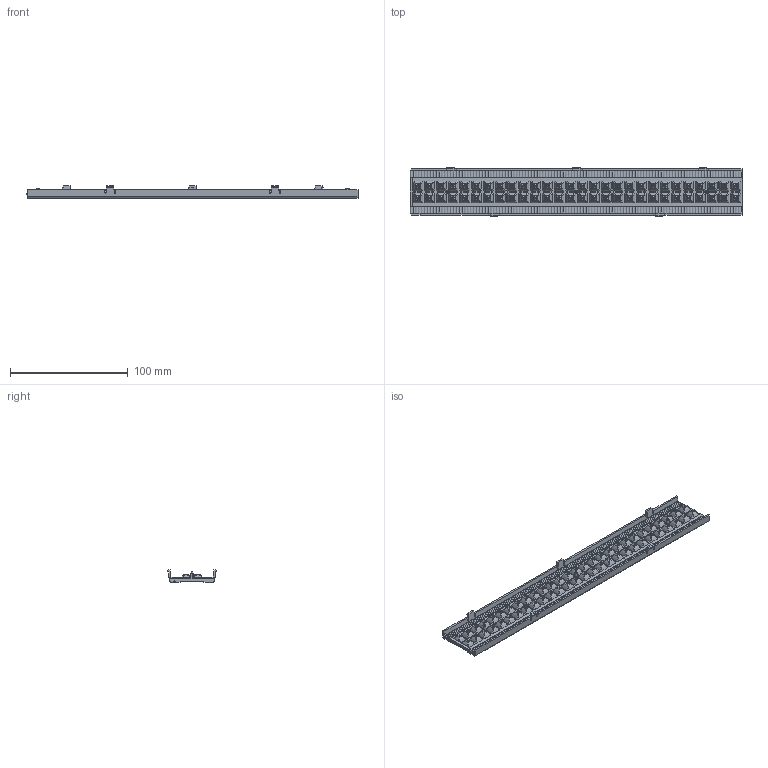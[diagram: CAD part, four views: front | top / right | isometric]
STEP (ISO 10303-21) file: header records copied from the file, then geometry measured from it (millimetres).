
FILE_DESCRIPTION((''),'2;1');
FILE_NAME('SN56XX-L280A30-3D','2021-07-27T',('Administrator'),(''),'PRO/ENGINEER BY PARAMETRIC TECHNOLOGY CORPORATION, 2008400','PRO/ENGINEER BY PARAMETRIC TECHNOLOGY CORPORATION, 2008400','');
FILE_SCHEMA(('CONFIG_CONTROL_DESIGN'));
Products named in the file (1): SN56XX-L280A30-3D
Bounding box: 281.9 x 41.6 x 10.2 mm (x, y, z)
Volume: 36642.8 mm3; surface area: 34952.3 mm2
Topology: 1 solids, 1 shells, 4255 faces, 12982 edges, 8675 vertices
Faces by surface type: plane 1263, bspline 1010, cylinder 692, extrusion 672, torus 616, cone 2
Entity records: 217881 total; most frequent: CARTESIAN_POINT 121505, ORIENTED_EDGE 25510, EDGE_CURVE 12755, DIRECTION 11040, B_SPLINE_CURVE_WITH_KNOTS 9113, VERTEX_POINT 8675, EDGE_LOOP 4428, FACE_OUTER_BOUND 4255
